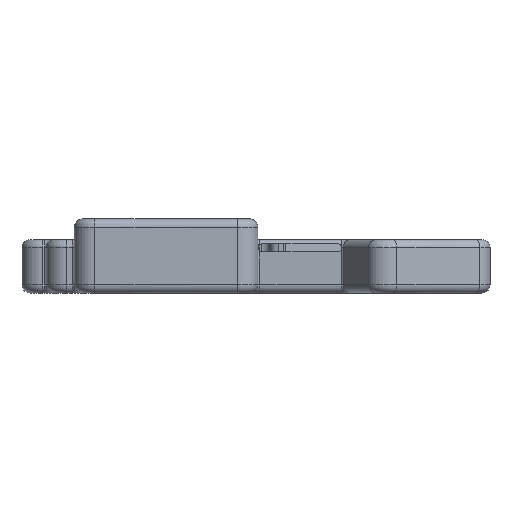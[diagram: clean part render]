
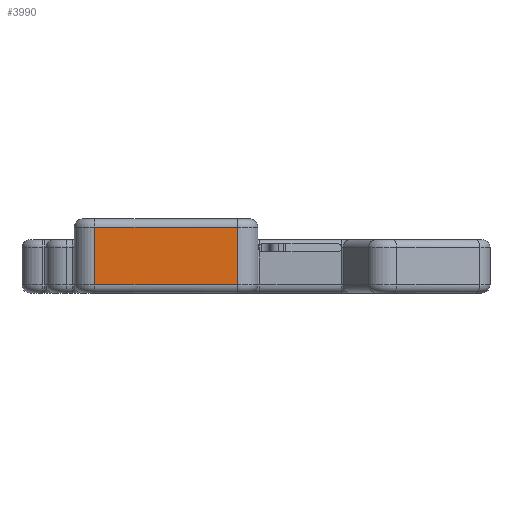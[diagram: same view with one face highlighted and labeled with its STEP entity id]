
A CAD part, left-side view. The second image highlights one B-rep face of the part: STEP entity #3990.
In plain terms, the highlighted planar face has unit normal (-1, 0, 0).
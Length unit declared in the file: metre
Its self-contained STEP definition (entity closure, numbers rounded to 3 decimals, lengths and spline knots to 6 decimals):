
#1190=ORIENTED_EDGE('',*,*,#2180,.T.);
#1191=ORIENTED_EDGE('',*,*,#2182,.T.);
#1192=ORIENTED_EDGE('',*,*,#2183,.F.);
#1193=ORIENTED_EDGE('',*,*,#2184,.T.);
#2180=EDGE_CURVE('',#2680,#2679,#2968,.T.);
#2182=EDGE_CURVE('',#2679,#2681,#2969,.T.);
#2183=EDGE_CURVE('',#2682,#2681,#2970,.T.);
#2184=EDGE_CURVE('',#2682,#2680,#2971,.F.);
#2679=VERTEX_POINT('',#6979);
#2680=VERTEX_POINT('',#6981);
#2681=VERTEX_POINT('',#6985);
#2682=VERTEX_POINT('',#6987);
#2968=LINE('',#6980,#3267);
#2969=LINE('',#6984,#3268);
#2970=LINE('',#6986,#3269);
#2971=LINE('',#6988,#3270);
#3267=VECTOR('',#5530,1.);
#3268=VECTOR('',#5535,1.);
#3269=VECTOR('',#5536,1.);
#3270=VECTOR('',#5537,1.);
#3424=EDGE_LOOP('',(#1190,#1191,#1192,#1193));
#3683=FACE_BOUND('',#3424,.T.);
#3864=PLANE('',#4429);
#3990=ADVANCED_FACE('',(#3683),#3864,.F.);
#4429=AXIS2_PLACEMENT_3D('',#6983,#5533,#5534);
#5530=DIRECTION('',(0.,0.,-1.));
#5533=DIRECTION('',(1.,0.,0.));
#5534=DIRECTION('',(0.,0.,-1.));
#5535=DIRECTION('',(0.,-1.,0.));
#5536=DIRECTION('',(0.,0.,-1.));
#5537=DIRECTION('',(0.,-1.,0.));
#6979=CARTESIAN_POINT('',(-0.07005,0.039134,-0.001));
#6980=CARTESIAN_POINT('',(-0.07005,0.039134,0.01499));
#6981=CARTESIAN_POINT('',(-0.07005,0.039134,0.01299));
#6983=CARTESIAN_POINT('',(-0.07005,0.023234,0.01499));
#6984=CARTESIAN_POINT('',(-0.07005,0.023234,-0.001));
#6985=CARTESIAN_POINT('',(-0.07005,0.004537,-0.001));
#6986=CARTESIAN_POINT('',(-0.07005,0.004537,0.01499));
#6987=CARTESIAN_POINT('',(-0.07005,0.004537,0.01299));
#6988=CARTESIAN_POINT('',(-0.07005,0.039134,0.01299));
